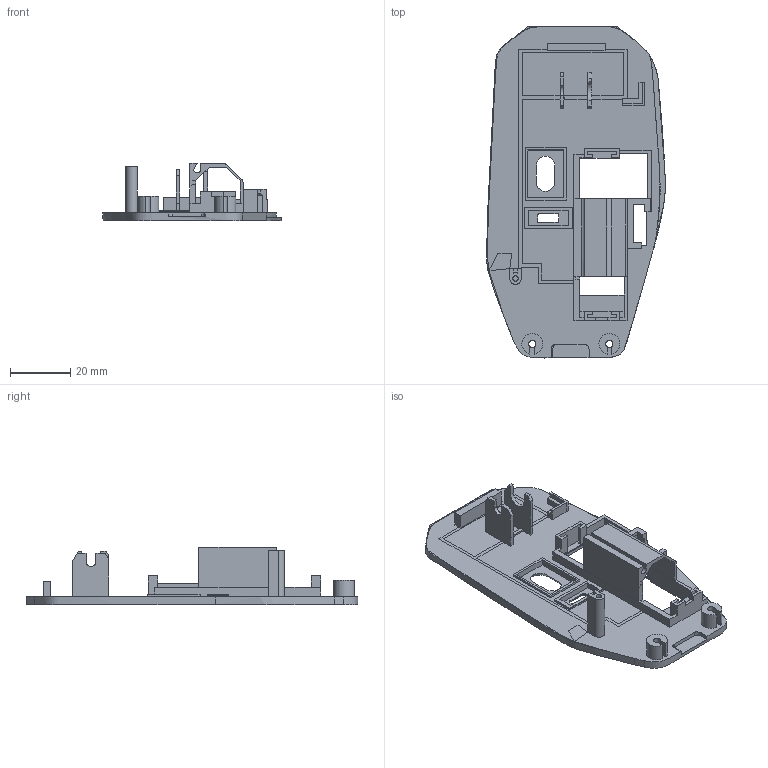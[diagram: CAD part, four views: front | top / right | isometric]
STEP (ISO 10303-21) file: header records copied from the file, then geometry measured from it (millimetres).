
FILE_DESCRIPTION(/* description */ (''),/* implementation_level */ '2;1');
FILE_NAME(/* name */ 'cybermousebase.step',/* time_stamp */ '2025-07-16T15:52:13+05:30',/* author */ (''),/* organization */ (''),/* preprocessor_version */ 'ST-DEVELOPER v20.1',/* originating_system */ 'Autodesk Translation Framework v14.10.0.0',/* authorisation */ '');
FILE_SCHEMA (('AUTOMOTIVE_DESIGN { 1 0 10303 214 3 1 1 }'));
Length unit declared in the file: millimetre
Products named in the file (1): Document
Bounding box: 59.59 x 110.65 x 19.1 mm (x, y, z)
Surface area: 16937.8 mm2 (no closed solid volume)
Topology: 0 solids, 1 shells, 333 faces, 988 edges, 663 vertices
Faces by surface type: plane 276, cylinder 29, bspline 27, cone 1
Full cylindrical faces by diameter (mm): 1.824 x1, 2.4 x2, 3.8 x2
Entity records: 14791 total; most frequent: CARTESIAN_POINT 5707, ORIENTED_EDGE 2042, DIRECTION 1632, EDGE_CURVE 1021, LINE 868, VECTOR 868, VERTEX_POINT 701, AXIS2_PLACEMENT_3D 382
